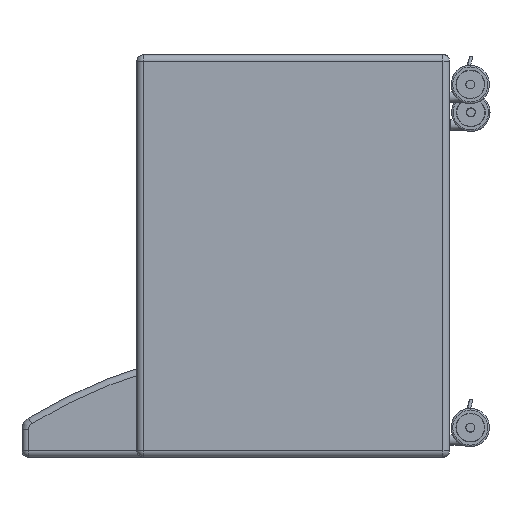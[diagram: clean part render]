
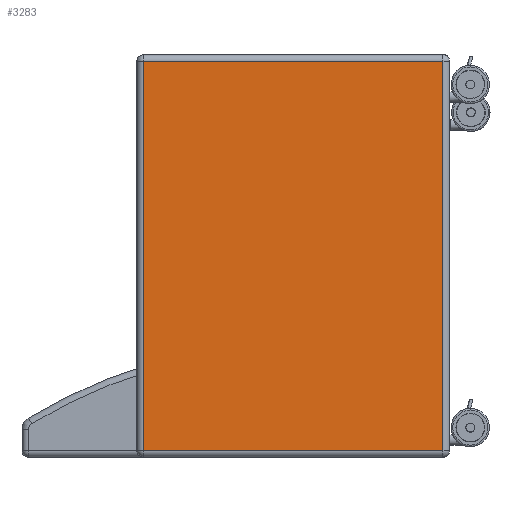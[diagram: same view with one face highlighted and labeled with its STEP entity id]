
A CAD part, left-side view. The second image highlights one B-rep face of the part: STEP entity #3283.
In plain terms, the highlighted planar face has unit normal (-1, 0, 0).
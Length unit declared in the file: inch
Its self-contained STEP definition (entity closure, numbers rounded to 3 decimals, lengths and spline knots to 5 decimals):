
#347=PLANE('',#3886);
#586=FACE_OUTER_BOUND('',#835,.T.);
#835=EDGE_LOOP('',(#2929,#2930,#2931,#2932));
#1028=LINE('',#6295,#1228);
#1036=LINE('',#6332,#1236);
#1038=LINE('',#6338,#1238);
#1039=LINE('',#6339,#1239);
#1228=VECTOR('',#4885,0.3937);
#1236=VECTOR('',#4931,0.3937);
#1238=VECTOR('',#4937,0.3937);
#1239=VECTOR('',#4938,0.3937);
#1683=VERTEX_POINT('',#6292);
#1684=VERTEX_POINT('',#6294);
#1694=VERTEX_POINT('',#6331);
#1696=VERTEX_POINT('',#6337);
#2088=EDGE_CURVE('',#1683,#1684,#1028,.T.);
#2107=EDGE_CURVE('',#1684,#1694,#1036,.T.);
#2110=EDGE_CURVE('',#1696,#1683,#1038,.T.);
#2111=EDGE_CURVE('',#1694,#1696,#1039,.T.);
#2929=ORIENTED_EDGE('',*,*,#2088,.F.);
#2930=ORIENTED_EDGE('',*,*,#2110,.F.);
#2931=ORIENTED_EDGE('',*,*,#2111,.F.);
#2932=ORIENTED_EDGE('',*,*,#2107,.F.);
#3283=ADVANCED_FACE('',(#586),#347,.T.);
#3886=AXIS2_PLACEMENT_3D('',#6336,#4935,#4936);
#4885=DIRECTION('',(0.,0.,1.));
#4931=DIRECTION('',(0.,-1.,0.));
#4935=DIRECTION('center_axis',(-1.,0.,0.));
#4936=DIRECTION('ref_axis',(0.,0.,1.));
#4937=DIRECTION('',(0.,1.,0.));
#4938=DIRECTION('',(0.,0.,-1.));
#6292=CARTESIAN_POINT('',(-2.5,11.90625,-15.));
#6294=CARTESIAN_POINT('',(-2.5,11.90625,15.));
#6295=CARTESIAN_POINT('',(-2.5,11.90625,-7.75));
#6331=CARTESIAN_POINT('',(-2.5,-11.15625,15.));
#6332=CARTESIAN_POINT('',(-2.5,5.82812,15.));
#6336=CARTESIAN_POINT('Origin',(-2.5,0.,0.));
#6337=CARTESIAN_POINT('',(-2.5,-11.15625,-15.));
#6338=CARTESIAN_POINT('',(-2.5,-5.82813,-15.));
#6339=CARTESIAN_POINT('',(-2.5,-11.15625,7.75));
